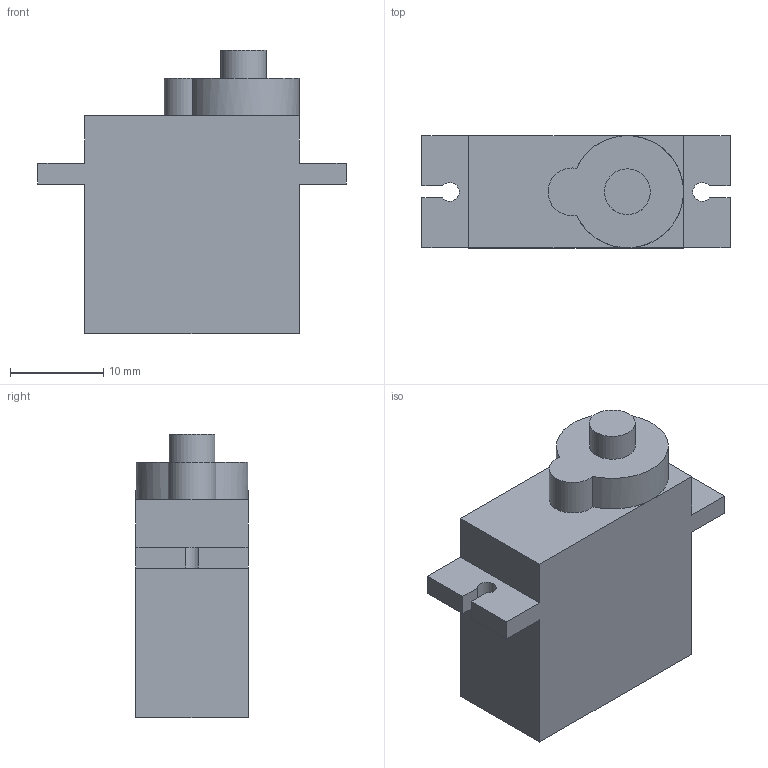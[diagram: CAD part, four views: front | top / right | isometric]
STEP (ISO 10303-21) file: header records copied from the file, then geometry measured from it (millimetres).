
FILE_DESCRIPTION(/* description */ ('Alibre Inc.'),/* implementation_level */ '2;1');
FILE_NAME(/* name */ 'export0',/* time_stamp */ '2016-06-15T23:05:02+01:00',/* author */ (''),/* organization */ (''),/* preprocessor_version */ 'ST-DEVELOPER v14',/* originating_system */ 'Alibre',/* authorisation */ '');
FILE_SCHEMA (('CONFIG_CONTROL_DESIGN'));
Length unit declared in the file: centimetre
Products named in the file (1): ID_1
Bounding box: 33 x 12 x 30.3 mm (x, y, z)
Volume: 7226 mm3; surface area: 2692.9 mm2
Topology: 1 solids, 1 shells, 29 faces, 75 edges, 49 vertices
Faces by surface type: plane 24, cylinder 5
Full cylindrical faces by diameter (mm): 4.9 x1
Entity records: 861 total; most frequent: ORIENTED_EDGE 148, CARTESIAN_POINT 134, DIRECTION 102, EDGE_CURVE 74, VECTOR 50, LINE 50, VERTEX_POINT 49, AXIS2_PLACEMENT_3D 35
